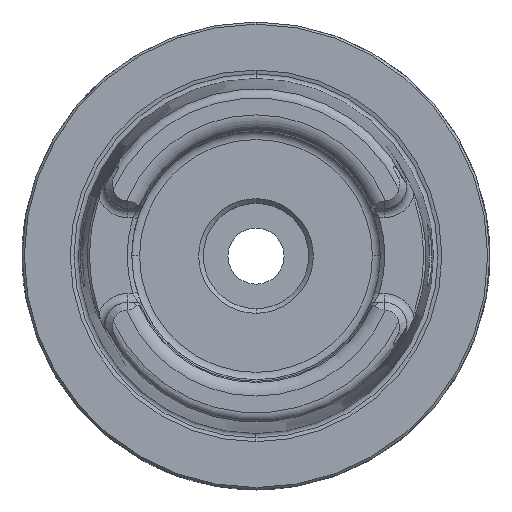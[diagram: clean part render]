
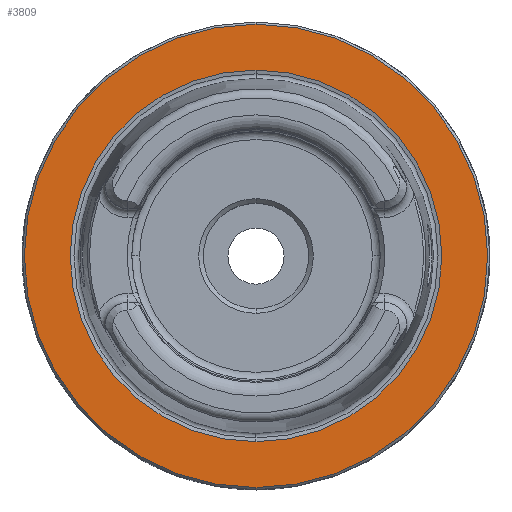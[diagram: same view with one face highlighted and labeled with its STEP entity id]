
A CAD part, top view. The second image highlights one B-rep face of the part: STEP entity #3809.
In plain terms, the highlighted planar face has unit normal (0, 0, 1).
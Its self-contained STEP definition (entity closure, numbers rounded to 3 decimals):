
#1631=EDGE_CURVE('NONE',#2127,#2745,#4695,.T.);
#1979=EDGE_CURVE('NONE',#2745,#2127,#5075,.T.);
#2127=VERTEX_POINT('NONE',#5233);
#2419=VERTEX_POINT('NONE',#5564);
#2745=VERTEX_POINT('NONE',#5930);
#3413=EDGE_CURVE('NONE',#3761,#2419,#6661,.T.);
#3649=EDGE_CURVE('NONE',#2419,#3761,#6929,.F.);
#3761=VERTEX_POINT('NONE',#7045);
#3809=ADVANCED_FACE('NONE',(#7096,#7097),#7098,.F.);
#4695=CIRCLE('',#8221,49.495);
#5075=CIRCLE('',#9217,49.495);
#5233=CARTESIAN_POINT('',(0.,-49.495,0.));
#5564=CARTESIAN_POINT('',(0.,39.697,0.));
#5930=CARTESIAN_POINT('',(0.,49.495,0.));
#6661=CIRCLE('',#13175,39.697);
#6929=CIRCLE('',#13714,39.697);
#7045=CARTESIAN_POINT('',(0.,-39.697,0.));
#7096=FACE_OUTER_BOUND('',#14118,.T.);
#7097=FACE_BOUND('',#14119,.T.);
#7098=PLANE('',#14120);
#8221=AXIS2_PLACEMENT_3D('',#16338,#16339,#16340);
#9217=AXIS2_PLACEMENT_3D('',#16716,#16717,#16718);
#13175=AXIS2_PLACEMENT_3D('',#18562,#18563,#18564);
#13714=AXIS2_PLACEMENT_3D('',#18953,#18954,#18955);
#14118=EDGE_LOOP('',(#19082,#19083));
#14119=EDGE_LOOP('',(#19084,#19085));
#14120=AXIS2_PLACEMENT_3D('',#19086,#19087,#19088);
#16338=CARTESIAN_POINT('',(0.,0.,0.));
#16339=DIRECTION('',(0.0,0.0,1.0));
#16340=DIRECTION('',(0.,-1.0,0.0));
#16716=CARTESIAN_POINT('',(0.,0.,0.));
#16717=DIRECTION('',(0.0,0.0,1.0));
#16718=DIRECTION('',(0.,-1.0,0.0));
#18562=CARTESIAN_POINT('',(0.,0.,0.));
#18563=DIRECTION('',(0.0,-0.0,1.0));
#18564=DIRECTION('',(0.,1.0,0.0));
#18953=CARTESIAN_POINT('',(0.,0.,0.));
#18954=DIRECTION('',(0.0,0.0,-1.0));
#18955=DIRECTION('',(0.,1.0,0.0));
#19082=ORIENTED_EDGE('',*,*,#1631,.T.);
#19083=ORIENTED_EDGE('',*,*,#1979,.T.);
#19084=ORIENTED_EDGE('',*,*,#3649,.F.);
#19085=ORIENTED_EDGE('',*,*,#3413,.F.);
#19086=CARTESIAN_POINT('',(0.,-38.483,0.));
#19087=DIRECTION('',(-0.0,0.0,-1.0));
#19088=DIRECTION('',(0.,-1.0,0.0));
